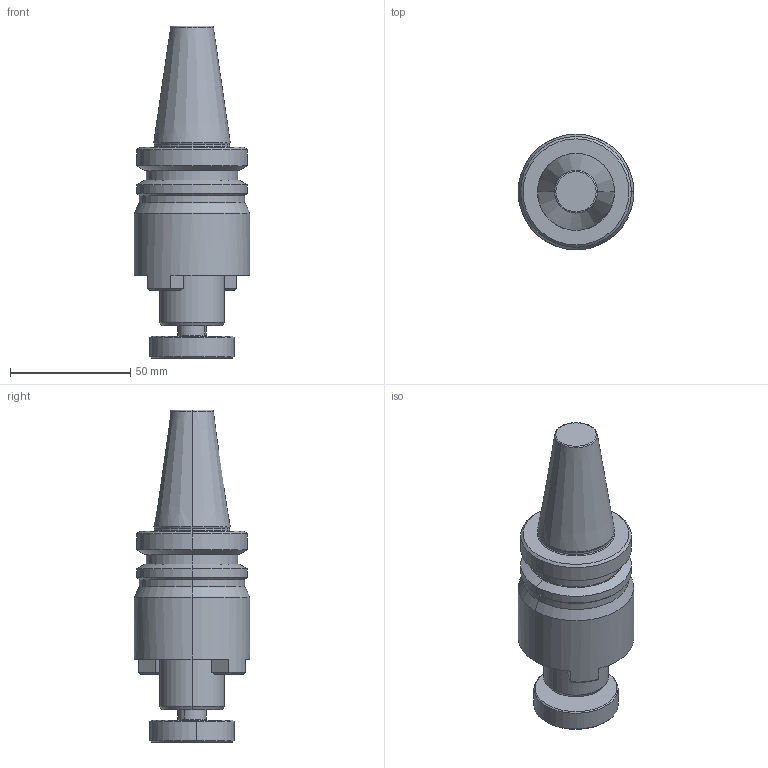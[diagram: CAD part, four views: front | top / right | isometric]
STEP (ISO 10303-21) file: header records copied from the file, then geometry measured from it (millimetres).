
FILE_DESCRIPTION (( 'STEP AP203' ), '1' );
FILE_NAME ('BT30 CSMA27 055 AD-6.3G 15000 SL SP.S.STEP', '2019-05-28T08:33:09', ( '' ), ( '' ), 'SwSTEP 2.0', 'SolidWorks 2014', '' );
FILE_SCHEMA (( 'CONFIG_CONTROL_DESIGN' ));
Length unit declared in the file: millimetre
Products named in the file (1): BT30 CSMA27 055 AD-6.3G 15000 SL SP.S
Bounding box: 48 x 48 x 137.83 mm (x, y, z)
Volume: 135985.1 mm3; surface area: 20279.8 mm2
Topology: 1 solids, 2 shells, 72 faces, 153 edges, 89 vertices
Faces by surface type: cone 27, cylinder 20, plane 19, torus 4, bspline 2
Entity records: 2186 total; most frequent: CARTESIAN_POINT 537, DIRECTION 363, ORIENTED_EDGE 302, EDGE_CURVE 151, AXIS2_PLACEMENT_3D 151, VERTEX_POINT 89, CIRCLE 80, EDGE_LOOP 78
